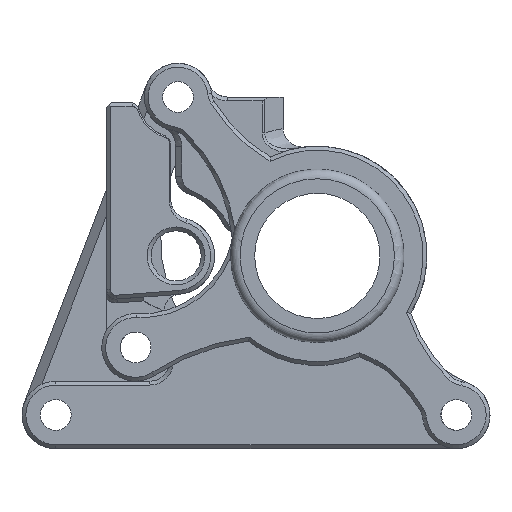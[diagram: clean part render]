
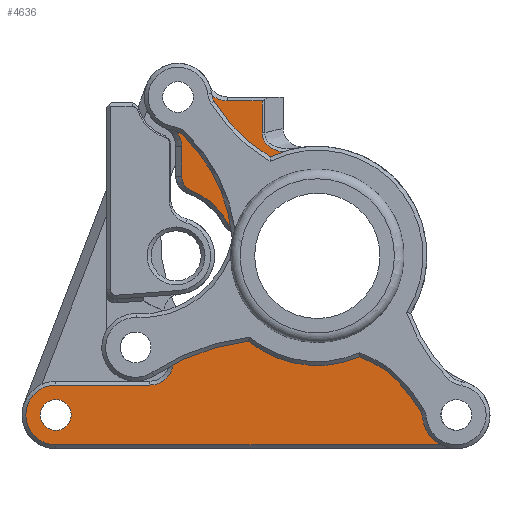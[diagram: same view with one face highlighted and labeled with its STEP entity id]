
A CAD part, front view. The second image highlights one B-rep face of the part: STEP entity #4636.
In plain terms, the highlighted planar face has unit normal (0, -1, 0).
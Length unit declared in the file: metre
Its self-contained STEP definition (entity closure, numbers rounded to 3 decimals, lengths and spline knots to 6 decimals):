
#160=PLANE('',#5186);
#294=B_SPLINE_CURVE_WITH_KNOTS('',3,(#8108,#8109,#8110,#8111,#8112,#8113,
#8114,#8115,#8116),.UNSPECIFIED.,.F.,.F.,(4,1,1,1,1,1,4),(0.,0.25,0.375,
0.5,0.625,0.75,1.),.UNSPECIFIED.);
#544=LINE('',#8118,#860);
#545=LINE('',#8120,#861);
#546=LINE('',#8128,#862);
#547=LINE('',#8144,#863);
#548=LINE('',#8148,#864);
#549=LINE('',#8152,#865);
#860=VECTOR('',#6331,1.);
#861=VECTOR('',#6332,1.);
#862=VECTOR('',#6339,1.);
#863=VECTOR('',#6354,1.);
#864=VECTOR('',#6357,1.);
#865=VECTOR('',#6360,1.);
#1827=ORIENTED_EDGE('',*,*,#2800,.T.);
#1828=ORIENTED_EDGE('',*,*,#2801,.T.);
#1829=ORIENTED_EDGE('',*,*,#2802,.T.);
#1830=ORIENTED_EDGE('',*,*,#2803,.T.);
#1831=ORIENTED_EDGE('',*,*,#2804,.T.);
#1832=ORIENTED_EDGE('',*,*,#2805,.T.);
#1833=ORIENTED_EDGE('',*,*,#2806,.T.);
#1834=ORIENTED_EDGE('',*,*,#2807,.T.);
#1835=ORIENTED_EDGE('',*,*,#2808,.T.);
#1836=ORIENTED_EDGE('',*,*,#2809,.T.);
#1837=ORIENTED_EDGE('',*,*,#2810,.T.);
#1838=ORIENTED_EDGE('',*,*,#2811,.T.);
#1839=ORIENTED_EDGE('',*,*,#2812,.T.);
#1840=ORIENTED_EDGE('',*,*,#2813,.T.);
#1841=ORIENTED_EDGE('',*,*,#2814,.T.);
#1842=ORIENTED_EDGE('',*,*,#2815,.T.);
#1843=ORIENTED_EDGE('',*,*,#2816,.T.);
#1844=ORIENTED_EDGE('',*,*,#2817,.T.);
#1845=ORIENTED_EDGE('',*,*,#2818,.T.);
#1846=ORIENTED_EDGE('',*,*,#2819,.T.);
#1847=ORIENTED_EDGE('',*,*,#2820,.T.);
#1848=ORIENTED_EDGE('',*,*,#2821,.T.);
#1849=ORIENTED_EDGE('',*,*,#2822,.T.);
#1850=ORIENTED_EDGE('',*,*,#2796,.F.);
#1851=ORIENTED_EDGE('',*,*,#2794,.F.);
#1852=ORIENTED_EDGE('',*,*,#2798,.F.);
#2794=EDGE_CURVE('',#3328,#3328,#3612,.T.);
#2796=EDGE_CURVE('',#3330,#3330,#3614,.T.);
#2798=EDGE_CURVE('',#3332,#3332,#3616,.T.);
#2800=EDGE_CURVE('',#3334,#3335,#3618,.F.);
#2801=EDGE_CURVE('',#3335,#3336,#3619,.T.);
#2802=EDGE_CURVE('',#3336,#3337,#294,.T.);
#2803=EDGE_CURVE('',#3337,#3338,#544,.T.);
#2804=EDGE_CURVE('',#3338,#3339,#545,.T.);
#2805=EDGE_CURVE('',#3339,#3340,#3620,.F.);
#2806=EDGE_CURVE('',#3340,#3341,#3621,.T.);
#2807=EDGE_CURVE('',#3341,#3342,#3622,.F.);
#2808=EDGE_CURVE('',#3342,#3343,#546,.T.);
#2809=EDGE_CURVE('',#3343,#3344,#3623,.T.);
#2810=EDGE_CURVE('',#3344,#3345,#3624,.F.);
#2811=EDGE_CURVE('',#3345,#3346,#3625,.T.);
#2812=EDGE_CURVE('',#3346,#3347,#3626,.F.);
#2813=EDGE_CURVE('',#3347,#3348,#3627,.T.);
#2814=EDGE_CURVE('',#3348,#3349,#3628,.F.);
#2815=EDGE_CURVE('',#3349,#3350,#3629,.T.);
#2816=EDGE_CURVE('',#3350,#3351,#547,.T.);
#2817=EDGE_CURVE('',#3351,#3352,#3630,.F.);
#2818=EDGE_CURVE('',#3352,#3353,#548,.T.);
#2819=EDGE_CURVE('',#3353,#3354,#3631,.T.);
#2820=EDGE_CURVE('',#3354,#3355,#549,.T.);
#2821=EDGE_CURVE('',#3355,#3356,#3632,.T.);
#2822=EDGE_CURVE('',#3356,#3334,#3633,.F.);
#3328=VERTEX_POINT('',#8089);
#3330=VERTEX_POINT('',#8094);
#3332=VERTEX_POINT('',#8099);
#3334=VERTEX_POINT('',#8104);
#3335=VERTEX_POINT('',#8105);
#3336=VERTEX_POINT('',#8107);
#3337=VERTEX_POINT('',#8117);
#3338=VERTEX_POINT('',#8119);
#3339=VERTEX_POINT('',#8121);
#3340=VERTEX_POINT('',#8123);
#3341=VERTEX_POINT('',#8125);
#3342=VERTEX_POINT('',#8127);
#3343=VERTEX_POINT('',#8129);
#3344=VERTEX_POINT('',#8131);
#3345=VERTEX_POINT('',#8133);
#3346=VERTEX_POINT('',#8135);
#3347=VERTEX_POINT('',#8137);
#3348=VERTEX_POINT('',#8139);
#3349=VERTEX_POINT('',#8141);
#3350=VERTEX_POINT('',#8143);
#3351=VERTEX_POINT('',#8145);
#3352=VERTEX_POINT('',#8147);
#3353=VERTEX_POINT('',#8149);
#3354=VERTEX_POINT('',#8151);
#3355=VERTEX_POINT('',#8153);
#3356=VERTEX_POINT('',#8155);
#3612=CIRCLE('',#5178,0.0016);
#3614=CIRCLE('',#5181,0.0016);
#3616=CIRCLE('',#5184,0.0016);
#3618=CIRCLE('',#5187,0.0024);
#3619=CIRCLE('',#5188,0.010975);
#3620=CIRCLE('',#5189,0.0024);
#3621=CIRCLE('',#5190,0.0031);
#3622=CIRCLE('',#5191,0.0024);
#3623=CIRCLE('',#5192,0.0016);
#3624=CIRCLE('',#5193,0.007187);
#3625=CIRCLE('',#5194,0.0006);
#3626=CIRCLE('',#5195,0.008775);
#3627=CIRCLE('',#5196,0.0006);
#3628=CIRCLE('',#5197,0.007187);
#3629=CIRCLE('',#5198,0.0016);
#3630=CIRCLE('',#5199,0.0024);
#3631=CIRCLE('',#5200,0.0031);
#3632=CIRCLE('',#5201,0.0031);
#3633=CIRCLE('',#5202,0.014826);
#3892=EDGE_LOOP('',(#1827,#1828,#1829,#1830,#1831,#1832,#1833,#1834,#1835,
#1836,#1837,#1838,#1839,#1840,#1841,#1842,#1843,#1844,#1845,#1846,#1847,
#1848,#1849));
#3893=EDGE_LOOP('',(#1850));
#3894=EDGE_LOOP('',(#1851));
#3895=EDGE_LOOP('',(#1852));
#4248=FACE_BOUND('',#3892,.T.);
#4249=FACE_BOUND('',#3893,.T.);
#4250=FACE_BOUND('',#3894,.T.);
#4251=FACE_BOUND('',#3895,.T.);
#4636=ADVANCED_FACE('',(#4248,#4249,#4250,#4251),#160,.T.);
#5178=AXIS2_PLACEMENT_3D('',#8088,#6309,#6310);
#5181=AXIS2_PLACEMENT_3D('',#8093,#6315,#6316);
#5184=AXIS2_PLACEMENT_3D('',#8098,#6321,#6322);
#5186=AXIS2_PLACEMENT_3D('',#8102,#6325,#6326);
#5187=AXIS2_PLACEMENT_3D('',#8103,#6327,#6328);
#5188=AXIS2_PLACEMENT_3D('',#8106,#6329,#6330);
#5189=AXIS2_PLACEMENT_3D('',#8122,#6333,#6334);
#5190=AXIS2_PLACEMENT_3D('',#8124,#6335,#6336);
#5191=AXIS2_PLACEMENT_3D('',#8126,#6337,#6338);
#5192=AXIS2_PLACEMENT_3D('',#8130,#6340,#6341);
#5193=AXIS2_PLACEMENT_3D('',#8132,#6342,#6343);
#5194=AXIS2_PLACEMENT_3D('',#8134,#6344,#6345);
#5195=AXIS2_PLACEMENT_3D('',#8136,#6346,#6347);
#5196=AXIS2_PLACEMENT_3D('',#8138,#6348,#6349);
#5197=AXIS2_PLACEMENT_3D('',#8140,#6350,#6351);
#5198=AXIS2_PLACEMENT_3D('',#8142,#6352,#6353);
#5199=AXIS2_PLACEMENT_3D('',#8146,#6355,#6356);
#5200=AXIS2_PLACEMENT_3D('',#8150,#6358,#6359);
#5201=AXIS2_PLACEMENT_3D('',#8154,#6361,#6362);
#5202=AXIS2_PLACEMENT_3D('',#8156,#6363,#6364);
#6309=DIRECTION('',(0.,-1.,0.));
#6310=DIRECTION('',(0.,0.,-1.));
#6315=DIRECTION('',(0.,-1.,0.));
#6316=DIRECTION('',(0.,0.,-1.));
#6321=DIRECTION('',(0.,-1.,0.));
#6322=DIRECTION('',(0.,0.,-1.));
#6325=DIRECTION('',(0.,-1.,0.));
#6326=DIRECTION('',(1.,0.,0.));
#6327=DIRECTION('',(0.,-1.,0.));
#6328=DIRECTION('',(0.,0.,-1.));
#6329=DIRECTION('',(0.,-1.,0.));
#6330=DIRECTION('',(0.,0.,-1.));
#6331=DIRECTION('',(0.,0.,1.));
#6332=DIRECTION('',(-1.,0.,0.));
#6333=DIRECTION('',(0.,-1.,0.));
#6334=DIRECTION('',(0.,0.,-1.));
#6335=DIRECTION('',(0.,-1.,0.));
#6336=DIRECTION('',(0.,0.,-1.));
#6337=DIRECTION('',(0.,-1.,0.));
#6338=DIRECTION('',(0.,0.,-1.));
#6339=DIRECTION('',(0.,0.,-1.));
#6340=DIRECTION('',(0.,-1.,0.));
#6341=DIRECTION('',(0.,0.,-1.));
#6342=DIRECTION('',(0.,-1.,0.));
#6343=DIRECTION('',(0.,0.,-1.));
#6344=DIRECTION('',(0.,-1.,0.));
#6345=DIRECTION('',(0.,0.,-1.));
#6346=DIRECTION('',(0.,-1.,0.));
#6347=DIRECTION('',(0.,0.,-1.));
#6348=DIRECTION('',(0.,-1.,0.));
#6349=DIRECTION('',(0.,0.,-1.));
#6350=DIRECTION('',(0.,-1.,0.));
#6351=DIRECTION('',(0.,0.,-1.));
#6352=DIRECTION('',(0.,-1.,0.));
#6353=DIRECTION('',(0.,0.,-1.));
#6354=DIRECTION('',(0.,0.,-1.));
#6355=DIRECTION('',(0.,-1.,0.));
#6356=DIRECTION('',(0.,0.,-1.));
#6357=DIRECTION('',(-1.,0.,0.));
#6358=DIRECTION('',(0.,-1.,0.));
#6359=DIRECTION('',(0.,0.,-1.));
#6360=DIRECTION('',(1.,0.,0.));
#6361=DIRECTION('',(0.,-1.,0.));
#6362=DIRECTION('',(0.,0.,-1.));
#6363=DIRECTION('',(0.,-1.,0.));
#6364=DIRECTION('',(0.,0.,-1.));
#8088=CARTESIAN_POINT('',(-0.01445,-0.02025,0.016477));
#8089=CARTESIAN_POINT('',(-0.01445,-0.02025,0.014877));
#8093=CARTESIAN_POINT('',(-0.027136,-0.02025,-0.0165));
#8094=CARTESIAN_POINT('',(-0.027136,-0.02025,-0.0181));
#8098=CARTESIAN_POINT('',(0.014419,-0.02025,-0.0165));
#8099=CARTESIAN_POINT('',(0.014419,-0.02025,-0.0181));
#8102=CARTESIAN_POINT('',(-0.006359,-0.02025,-0.000012));
#8103=CARTESIAN_POINT('',(0.011284,-0.02025,-0.00718));
#8104=CARTESIAN_POINT('',(0.009326,-0.02025,-0.008567));
#8105=CARTESIAN_POINT('',(0.009259,-0.02025,-0.005892));
#8106=CARTESIAN_POINT('',(0.,-0.02025,0.));
#8107=CARTESIAN_POINT('',(-0.001904,-0.02025,0.010809));
#8108=CARTESIAN_POINT('',(-0.001904,-0.02025,0.010809));
#8109=CARTESIAN_POINT('',(-0.002313,-0.02025,0.010737));
#8110=CARTESIAN_POINT('',(-0.002891,-0.02025,0.010694));
#8111=CARTESIAN_POINT('',(-0.003751,-0.02025,0.010803));
#8112=CARTESIAN_POINT('',(-0.004283,-0.02025,0.010948));
#8113=CARTESIAN_POINT('',(-0.004889,-0.02025,0.011247));
#8114=CARTESIAN_POINT('',(-0.005456,-0.02025,0.011736));
#8115=CARTESIAN_POINT('',(-0.005717,-0.02025,0.012353));
#8116=CARTESIAN_POINT('',(-0.005714,-0.02025,0.012758));
#8117=CARTESIAN_POINT('',(-0.005714,-0.02025,0.012758));
#8118=CARTESIAN_POINT('',(-0.005714,-0.02025,-0.000012));
#8119=CARTESIAN_POINT('',(-0.005714,-0.02025,0.016077));
#8120=CARTESIAN_POINT('',(-0.006359,-0.02025,0.016077));
#8121=CARTESIAN_POINT('',(-0.009326,-0.02025,0.016077));
#8122=CARTESIAN_POINT('',(-0.009326,-0.02025,0.018477));
#8123=CARTESIAN_POINT('',(-0.011562,-0.02025,0.017604));
#8124=CARTESIAN_POINT('',(-0.01445,-0.02025,0.016477));
#8125=CARTESIAN_POINT('',(-0.015577,-0.02025,0.013589));
#8126=CARTESIAN_POINT('',(-0.01645,-0.02025,0.011353));
#8127=CARTESIAN_POINT('',(-0.01405,-0.02025,0.011353));
#8128=CARTESIAN_POINT('',(-0.01405,-0.02025,-0.000012));
#8129=CARTESIAN_POINT('',(-0.01405,-0.02025,0.008243));
#8130=CARTESIAN_POINT('',(-0.01245,-0.02025,0.008243));
#8131=CARTESIAN_POINT('',(-0.013039,-0.02025,0.006755));
#8132=CARTESIAN_POINT('',(-0.015684,-0.02025,0.000073));
#8133=CARTESIAN_POINT('',(-0.009233,-0.02025,0.003241));
#8134=CARTESIAN_POINT('',(-0.008695,-0.02025,0.003506));
#8135=CARTESIAN_POINT('',(-0.008138,-0.02025,0.003281));
#8136=CARTESIAN_POINT('',(0.,-0.02025,0.));
#8137=CARTESIAN_POINT('',(-0.008169,-0.02025,-0.003205));
#8138=CARTESIAN_POINT('',(-0.008727,-0.02025,-0.003425));
#8139=CARTESIAN_POINT('',(-0.009263,-0.02025,-0.003155));
#8140=CARTESIAN_POINT('',(-0.015684,-0.02025,0.000073));
#8141=CARTESIAN_POINT('',(-0.013782,-0.02025,-0.006858));
#8142=CARTESIAN_POINT('',(-0.013359,-0.02025,-0.008401));
#8143=CARTESIAN_POINT('',(-0.014959,-0.02025,-0.008401));
#8144=CARTESIAN_POINT('',(-0.014959,-0.02025,-0.011));
#8145=CARTESIAN_POINT('',(-0.014959,-0.02025,-0.011));
#8146=CARTESIAN_POINT('',(-0.017359,-0.02025,-0.011));
#8147=CARTESIAN_POINT('',(-0.017359,-0.02025,-0.0134));
#8148=CARTESIAN_POINT('',(-0.027136,-0.02025,-0.0134));
#8149=CARTESIAN_POINT('',(-0.027136,-0.02025,-0.0134));
#8150=CARTESIAN_POINT('',(-0.027136,-0.02025,-0.0165));
#8151=CARTESIAN_POINT('',(-0.027136,-0.02025,-0.0196));
#8152=CARTESIAN_POINT('',(-0.006359,-0.02025,-0.0196));
#8153=CARTESIAN_POINT('',(0.014419,-0.02025,-0.0196));
#8154=CARTESIAN_POINT('',(0.014419,-0.02025,-0.0165));
#8155=CARTESIAN_POINT('',(0.015631,-0.02025,-0.013647));
#8156=CARTESIAN_POINT('',(0.021426,-0.02025,0.));
